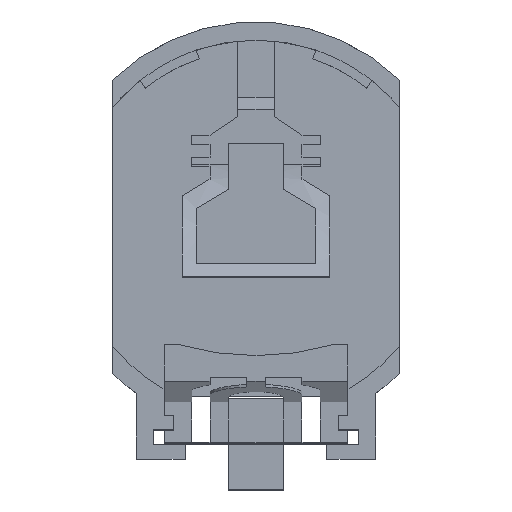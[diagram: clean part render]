
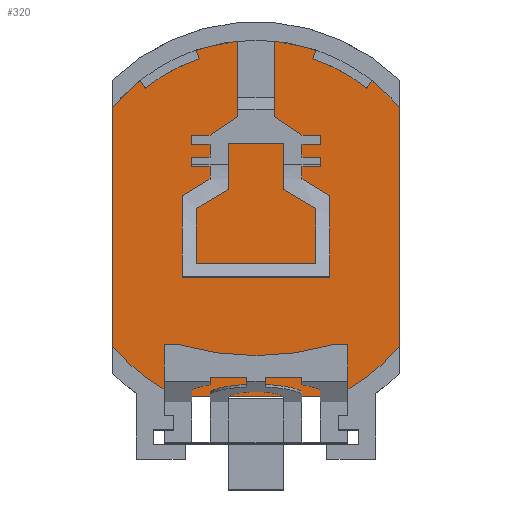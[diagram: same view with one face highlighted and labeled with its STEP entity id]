
A CAD part, top view. The second image highlights one B-rep face of the part: STEP entity #320.
In plain terms, the highlighted planar face has unit normal (0, 0, 1).
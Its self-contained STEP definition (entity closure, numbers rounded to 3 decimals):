
#98 = VERTEX_POINT('',#99);
#99 = CARTESIAN_POINT('',(1.,10.101,1.));
#105 = EDGE_CURVE('',#98,#106,#108,.T.);
#106 = VERTEX_POINT('',#107);
#107 = CARTESIAN_POINT('',(1.,6.2,1.));
#108 = LINE('',#109,#110);
#109 = CARTESIAN_POINT('',(1.,11.2,1.));
#110 = VECTOR('',#111,1.);
#111 = DIRECTION('',(0.,-1.,0.));
#188 = VERTEX_POINT('',#189);
#189 = CARTESIAN_POINT('',(7.8,6.495,1.));
#301 = EDGE_CURVE('',#106,#302,#304,.T.);
#302 = VERTEX_POINT('',#303);
#303 = CARTESIAN_POINT('',(-1.,6.2,1.));
#304 = LINE('',#305,#306);
#305 = CARTESIAN_POINT('',(1.,6.2,1.));
#306 = VECTOR('',#307,1.);
#307 = DIRECTION('',(-1.,0.,0.));
#320 = ADVANCED_FACE('',(#321),#405,.T.);
#321 = FACE_BOUND('',#322,.T.);
#322 = EDGE_LOOP('',(#323,#331,#338,#339,#340,#348,#357,#365,#374,#382,
    #390,#398));
#323 = ORIENTED_EDGE('',*,*,#324,.F.);
#324 = EDGE_CURVE('',#188,#325,#327,.T.);
#325 = VERTEX_POINT('',#326);
#326 = CARTESIAN_POINT('',(7.8,-6.495,1.));
#327 = LINE('',#328,#329);
#328 = CARTESIAN_POINT('',(7.8,7.968,1.));
#329 = VECTOR('',#330,1.);
#330 = DIRECTION('',(0.,-1.,0.));
#331 = ORIENTED_EDGE('',*,*,#332,.F.);
#332 = EDGE_CURVE('',#98,#188,#333,.T.);
#333 = CIRCLE('',#334,10.15);
#334 = AXIS2_PLACEMENT_3D('',#335,#336,#337);
#335 = CARTESIAN_POINT('',(0.,0.,1.));
#336 = DIRECTION('',(0.,0.,-1.));
#337 = DIRECTION('',(1.,0.,0.));
#338 = ORIENTED_EDGE('',*,*,#105,.T.);
#339 = ORIENTED_EDGE('',*,*,#301,.T.);
#340 = ORIENTED_EDGE('',*,*,#341,.T.);
#341 = EDGE_CURVE('',#302,#342,#344,.T.);
#342 = VERTEX_POINT('',#343);
#343 = CARTESIAN_POINT('',(-1.,10.101,1.));
#344 = LINE('',#345,#346);
#345 = CARTESIAN_POINT('',(-1.,6.2,1.));
#346 = VECTOR('',#347,1.);
#347 = DIRECTION('',(0.,1.,0.));
#348 = ORIENTED_EDGE('',*,*,#349,.F.);
#349 = EDGE_CURVE('',#350,#342,#352,.T.);
#350 = VERTEX_POINT('',#351);
#351 = CARTESIAN_POINT('',(-7.8,6.495,1.));
#352 = CIRCLE('',#353,10.15);
#353 = AXIS2_PLACEMENT_3D('',#354,#355,#356);
#354 = CARTESIAN_POINT('',(0.,0.,1.));
#355 = DIRECTION('',(0.,0.,-1.));
#356 = DIRECTION('',(1.,0.,0.));
#357 = ORIENTED_EDGE('',*,*,#358,.T.);
#358 = EDGE_CURVE('',#350,#359,#361,.T.);
#359 = VERTEX_POINT('',#360);
#360 = CARTESIAN_POINT('',(-7.8,-6.495,1.));
#361 = LINE('',#362,#363);
#362 = CARTESIAN_POINT('',(-7.8,7.968,1.));
#363 = VECTOR('',#364,1.);
#364 = DIRECTION('',(0.,-1.,0.));
#365 = ORIENTED_EDGE('',*,*,#366,.F.);
#366 = EDGE_CURVE('',#367,#359,#369,.T.);
#367 = VERTEX_POINT('',#368);
#368 = CARTESIAN_POINT('',(-5.,-8.833,1.));
#369 = CIRCLE('',#370,10.15);
#370 = AXIS2_PLACEMENT_3D('',#371,#372,#373);
#371 = CARTESIAN_POINT('',(0.,0.,1.));
#372 = DIRECTION('',(0.,0.,-1.));
#373 = DIRECTION('',(1.,0.,0.));
#374 = ORIENTED_EDGE('',*,*,#375,.T.);
#375 = EDGE_CURVE('',#367,#376,#378,.T.);
#376 = VERTEX_POINT('',#377);
#377 = CARTESIAN_POINT('',(-5.,-9.24,1.));
#378 = LINE('',#379,#380);
#379 = CARTESIAN_POINT('',(-5.,-6.526,1.));
#380 = VECTOR('',#381,1.);
#381 = DIRECTION('',(0.,-1.,0.));
#382 = ORIENTED_EDGE('',*,*,#383,.T.);
#383 = EDGE_CURVE('',#376,#384,#386,.T.);
#384 = VERTEX_POINT('',#385);
#385 = CARTESIAN_POINT('',(5.,-9.24,1.));
#386 = LINE('',#387,#388);
#387 = CARTESIAN_POINT('',(-5.,-9.24,1.));
#388 = VECTOR('',#389,1.);
#389 = DIRECTION('',(1.,0.,0.));
#390 = ORIENTED_EDGE('',*,*,#391,.F.);
#391 = EDGE_CURVE('',#392,#384,#394,.T.);
#392 = VERTEX_POINT('',#393);
#393 = CARTESIAN_POINT('',(5.,-8.833,1.));
#394 = LINE('',#395,#396);
#395 = CARTESIAN_POINT('',(5.,-6.526,1.));
#396 = VECTOR('',#397,1.);
#397 = DIRECTION('',(0.,-1.,0.));
#398 = ORIENTED_EDGE('',*,*,#399,.F.);
#399 = EDGE_CURVE('',#325,#392,#400,.T.);
#400 = CIRCLE('',#401,10.15);
#401 = AXIS2_PLACEMENT_3D('',#402,#403,#404);
#402 = CARTESIAN_POINT('',(0.,0.,1.));
#403 = DIRECTION('',(0.,0.,-1.));
#404 = DIRECTION('',(1.,0.,0.));
#405 = PLANE('',#406);
#406 = AXIS2_PLACEMENT_3D('',#407,#408,#409);
#407 = CARTESIAN_POINT('',(0.,-2.811,1.));
#408 = DIRECTION('',(0.,0.,1.));
#409 = DIRECTION('',(1.,0.,0.));
